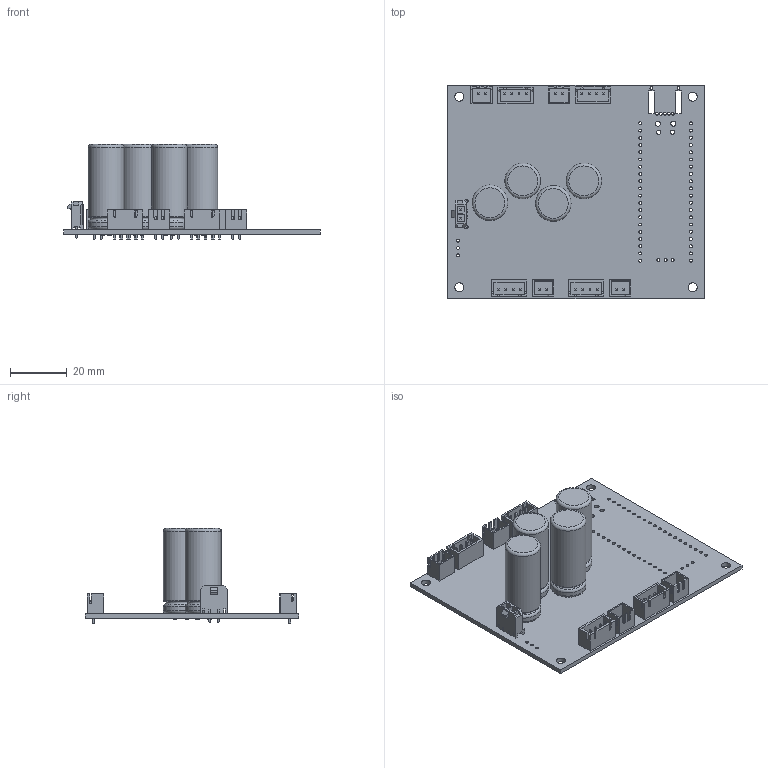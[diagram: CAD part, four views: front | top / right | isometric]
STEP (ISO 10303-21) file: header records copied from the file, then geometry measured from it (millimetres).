
FILE_DESCRIPTION(/* description */ (''),/* implementation_level */ '2;1');
FILE_NAME(/* name */ 'Supernova_R1_CAD_simplified v2.step',/* time_stamp */ '2022-05-16T09:34:35+02:00',/* author */ (''),/* organization */ (''),/* preprocessor_version */ 'ST-DEVELOPER v18.1',/* originating_system */ 'Autodesk Translation Framework v10.14.0.1471',/* authorisation */ '');
FILE_SCHEMA (('AUTOMOTIVE_DESIGN { 1 0 10303 214 3 1 1 }'));
Length unit declared in the file: millimetre
Products named in the file (3): Supernova_R1_CAD_simplified; Supernova_R1_CAD; 64v_330_uF_capacitor
Assembly tree (5 placements, depth 2):
  Supernova_R1_CAD_simplified
    Supernova_R1_CAD
    64v_330_uF_capacitor  x4
Bounding box: 90 x 75 x 33.45 mm (x, y, z)
Volume: 26670.5 mm3; surface area: 24217.8 mm2
Topology: 6 solids, 6 shells, 1042 faces, 2685 edges, 1708 vertices
Faces by surface type: plane 856, cylinder 166, torus 20
Full cylindrical faces by diameter (mm): 1 x10, 1.02 x45, 1.2 x16, 1.27 x2, 1.5 x2, 1.8 x2, 3.2 x4, 12.5 x8
Entity records: 30493 total; most frequent: CARTESIAN_POINT 5311, ORIENTED_EDGE 5214, DIRECTION 4951, EDGE_CURVE 2607, LINE 2269, VECTOR 2269, VERTEX_POINT 1657, AXIS2_PLACEMENT_3D 1341
